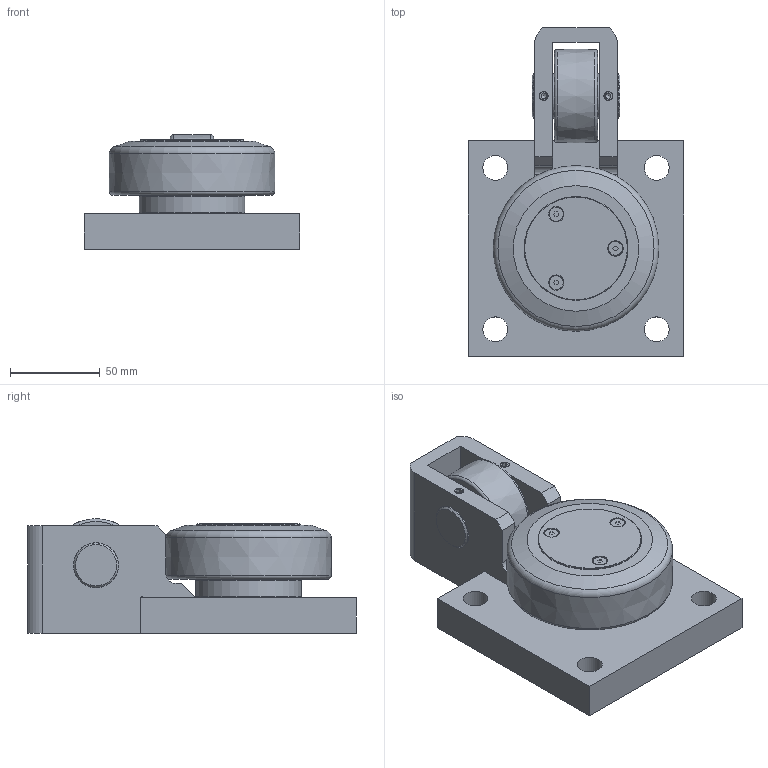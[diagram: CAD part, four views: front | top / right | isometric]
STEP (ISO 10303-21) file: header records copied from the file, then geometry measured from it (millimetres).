
FILE_DESCRIPTION(/* description */ ('-','CAx-IF Rec.Pracs.---Representation and Presentation of Product Manufacturing Information (PMI)---4.0---2014-10-13'),/* implementation_level */ '2;1');
FILE_NAME(/* name */ '09bd0f4e-35a3-41fd-9d7f-01571152e681.stp',/* time_stamp */ '2020-04-01T16:43:49+02:00',/* author */ ('-'),/* organization */ ('NTI CADcenter A/S'),/* preprocessor_version */ 'ST-DEVELOPER v18',/* originating_system */ 'Autodesk Inventor 2020',/* authorisation */ '-');
FILE_SCHEMA (('AP242_MANAGED_MODEL_BASED_3D_ENGINEERING_MIM_LF { 1 0 10303 442 1 1 4 }'));
Length unit declared in the file: millimetre
Products named in the file (1): XSTR 090.6200_Kontur
Bounding box: 120 x 183 x 64 mm (x, y, z)
Volume: 642689.9 mm3; surface area: 93133.8 mm2
Topology: 2 solids, 2 shells, 132 faces, 355 edges, 245 vertices
Faces by surface type: plane 74, cylinder 30, cone 20, torus 6, bspline 2
Full cylindrical faces by diameter (mm): 4.917 x5, 7.8 x3, 8.6 x3, 13.835 x4, 25 x4, 25.1 x2, 55.3 x1, 57.8 x1, 59 x1
Entity records: 4380 total; most frequent: CARTESIAN_POINT 875, DIRECTION 742, ORIENTED_EDGE 706, EDGE_CURVE 353, AXIS2_PLACEMENT_3D 274, VERTEX_POINT 245, LINE 194, VECTOR 194
